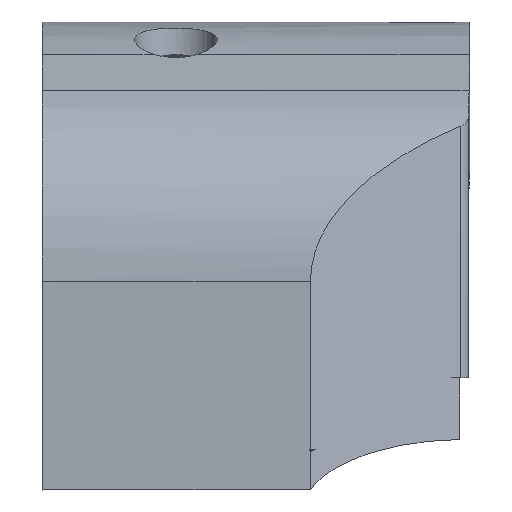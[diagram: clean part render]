
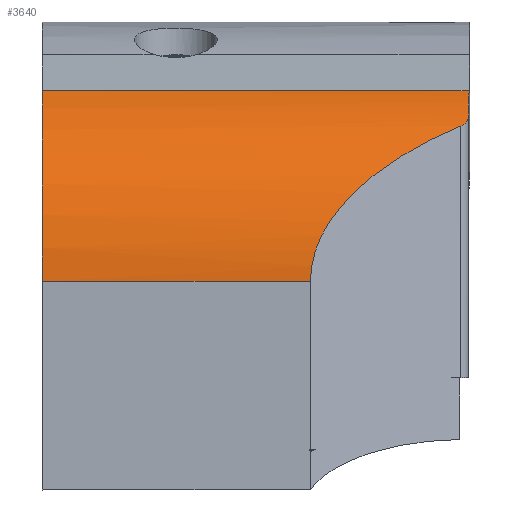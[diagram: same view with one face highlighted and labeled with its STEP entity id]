
A CAD part, left-side view. The second image highlights one B-rep face of the part: STEP entity #3640.
In plain terms, the highlighted cylindrical face has radius 15.5 mm (diameter 31 mm), a partial arc.
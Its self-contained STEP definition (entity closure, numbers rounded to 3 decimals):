
#99=CYLINDRICAL_SURFACE('',#3874,15.5);
#132=ELLIPSE('',#3872,15.5,15.5);
#134=ELLIPSE('',#3875,37.995,15.5);
#156=CIRCLE('',#3839,15.5);
#296=B_SPLINE_CURVE_WITH_KNOTS('',3,(#5412,#5413,#5414,#5415,#5416,#5417,
#5418,#5419),.UNSPECIFIED.,.F.,.F.,(4,2,2,4),(0.042,0.075,
0.126,0.176),.UNSPECIFIED.);
#441=FACE_OUTER_BOUND('',#641,.T.);
#641=EDGE_LOOP('',(#2542,#2543,#2544,#2545,#2546,#2547));
#913=LINE('',#5368,#1199);
#922=LINE('',#5409,#1208);
#1199=VECTOR('',#4276,10.);
#1208=VECTOR('',#4303,10.);
#1420=VERTEX_POINT('',#5042);
#1421=VERTEX_POINT('',#5044);
#1496=VERTEX_POINT('',#5367);
#1503=VERTEX_POINT('',#5398);
#1507=VERTEX_POINT('',#5408);
#1508=VERTEX_POINT('',#5410);
#1802=EDGE_CURVE('',#1421,#1420,#156,.T.);
#1895=EDGE_CURVE('',#1496,#1421,#913,.T.);
#1906=EDGE_CURVE('',#1503,#1496,#132,.T.);
#1911=EDGE_CURVE('',#1420,#1507,#922,.T.);
#1912=EDGE_CURVE('',#1507,#1508,#134,.T.);
#1913=EDGE_CURVE('',#1508,#1503,#296,.T.);
#2542=ORIENTED_EDGE('',*,*,#1906,.T.);
#2543=ORIENTED_EDGE('',*,*,#1895,.T.);
#2544=ORIENTED_EDGE('',*,*,#1802,.T.);
#2545=ORIENTED_EDGE('',*,*,#1911,.T.);
#2546=ORIENTED_EDGE('',*,*,#1912,.T.);
#2547=ORIENTED_EDGE('',*,*,#1913,.T.);
#3640=ADVANCED_FACE('',(#441),#99,.T.);
#3839=AXIS2_PLACEMENT_3D('',#5045,#4157,#4158);
#3872=AXIS2_PLACEMENT_3D('',#5399,#4294,#4295);
#3874=AXIS2_PLACEMENT_3D('',#5407,#4301,#4302);
#3875=AXIS2_PLACEMENT_3D('',#5411,#4304,#4305);
#4157=DIRECTION('center_axis',(0.,-1.,0.));
#4158=DIRECTION('ref_axis',(-0.894,0.,-0.447));
#4276=DIRECTION('',(0.,1.,0.));
#4294=DIRECTION('center_axis',(0.002,1.,0.));
#4295=DIRECTION('ref_axis',(-1.,0.002,-0.008));
#4301=DIRECTION('center_axis',(0.,-1.,0.));
#4302=DIRECTION('ref_axis',(-0.851,0.,0.526));
#4303=DIRECTION('',(0.,-1.,0.));
#4304=DIRECTION('center_axis',(0.913,0.408,0.));
#4305=DIRECTION('ref_axis',(-0.408,0.913,0.));
#5042=CARTESIAN_POINT('',(-4.5,28.,-7.949));
#5044=CARTESIAN_POINT('',(4.068,28.,5.914));
#5045=CARTESIAN_POINT('Origin',(11.,28.,-7.949));
#5367=CARTESIAN_POINT('',(4.069,-2.996,5.915));
#5368=CARTESIAN_POINT('',(4.068,28.,5.914));
#5398=CARTESIAN_POINT('',(1.297,-2.991,4.138));
#5399=CARTESIAN_POINT('Origin',(11.001,-3.009,-7.949));
#5407=CARTESIAN_POINT('Origin',(11.,28.,-7.949));
#5408=CARTESIAN_POINT('',(-4.499,8.53,-7.949));
#5409=CARTESIAN_POINT('',(-4.5,28.,-7.949));
#5410=CARTESIAN_POINT('',(0.384,-2.399,3.344));
#5411=CARTESIAN_POINT('Origin',(11.002,-26.16,-7.948));
#5412=CARTESIAN_POINT('Ctrl Pts',(0.384,-2.399,3.344));
#5413=CARTESIAN_POINT('Ctrl Pts',(0.429,-2.499,3.386));
#5414=CARTESIAN_POINT('Ctrl Pts',(0.489,-2.587,3.442));
#5415=CARTESIAN_POINT('Ctrl Pts',(0.648,-2.765,3.587));
#5416=CARTESIAN_POINT('Ctrl Pts',(0.767,-2.851,3.694));
#5417=CARTESIAN_POINT('Ctrl Pts',(1.026,-2.964,3.917));
#5418=CARTESIAN_POINT('Ctrl Pts',(1.166,-2.991,4.033));
#5419=CARTESIAN_POINT('Ctrl Pts',(1.297,-2.991,4.138));
